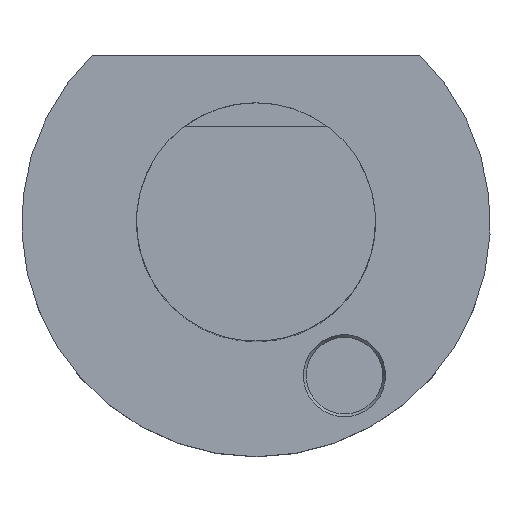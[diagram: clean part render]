
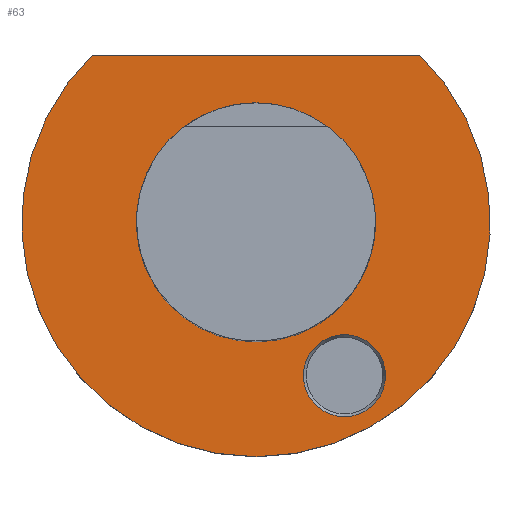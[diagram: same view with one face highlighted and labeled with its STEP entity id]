
A CAD part, top view. The second image highlights one B-rep face of the part: STEP entity #63.
In plain terms, the highlighted planar face has unit normal (0, 0, 1).
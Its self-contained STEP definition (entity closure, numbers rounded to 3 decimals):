
#63=ADVANCED_FACE('',(#97,#98,#99),#86,.T.);
#86=PLANE('',#387);
#97=FACE_BOUND('',#122,.T.);
#98=FACE_BOUND('',#123,.T.);
#99=FACE_BOUND('',#124,.T.);
#122=EDGE_LOOP('',(#190));
#123=EDGE_LOOP('',(#191));
#124=EDGE_LOOP('',(#192,#193));
#158=LINE('',#570,#172);
#172=VECTOR('',#454,1.);
#190=ORIENTED_EDGE('',*,*,#300,.F.);
#191=ORIENTED_EDGE('',*,*,#301,.F.);
#192=ORIENTED_EDGE('',*,*,#298,.F.);
#193=ORIENTED_EDGE('',*,*,#302,.T.);
#266=VERTEX_POINT('',#561);
#267=VERTEX_POINT('',#563);
#268=VERTEX_POINT('',#567);
#269=VERTEX_POINT('',#569);
#298=EDGE_CURVE('',#266,#267,#336,.T.);
#300=EDGE_CURVE('',#268,#268,#337,.T.);
#301=EDGE_CURVE('',#269,#269,#338,.T.);
#302=EDGE_CURVE('',#266,#267,#158,.T.);
#336=CIRCLE('',#383,49.);
#337=CIRCLE('',#385,24.996);
#338=CIRCLE('',#386,8.584);
#383=AXIS2_PLACEMENT_3D('',#562,#445,#446);
#385=AXIS2_PLACEMENT_3D('',#566,#450,#451);
#386=AXIS2_PLACEMENT_3D('',#568,#452,#453);
#387=AXIS2_PLACEMENT_3D('',#571,#455,#456);
#445=DIRECTION('',(0.,0.,-1.));
#446=DIRECTION('',(-1.,0.,0.));
#450=DIRECTION('',(0.,0.,1.));
#451=DIRECTION('',(1.,0.,0.));
#452=DIRECTION('',(0.,0.,1.));
#453=DIRECTION('',(1.,0.,0.));
#454=DIRECTION('',(-1.,0.,0.));
#455=DIRECTION('',(0.,0.,1.));
#456=DIRECTION('',(-1.,0.,0.));
#561=CARTESIAN_POINT('',(34.293,35.,0.));
#562=CARTESIAN_POINT('',(0.,0.,0.));
#563=CARTESIAN_POINT('',(-34.293,35.,0.));
#566=CARTESIAN_POINT('',(0.,0.,0.));
#567=CARTESIAN_POINT('',(24.996,0.,0.));
#568=CARTESIAN_POINT('',(18.5,-32.043,0.));
#569=CARTESIAN_POINT('',(27.084,-32.043,0.));
#570=CARTESIAN_POINT('',(-49.,35.,0.));
#571=CARTESIAN_POINT('',(-49.,0.,0.));
